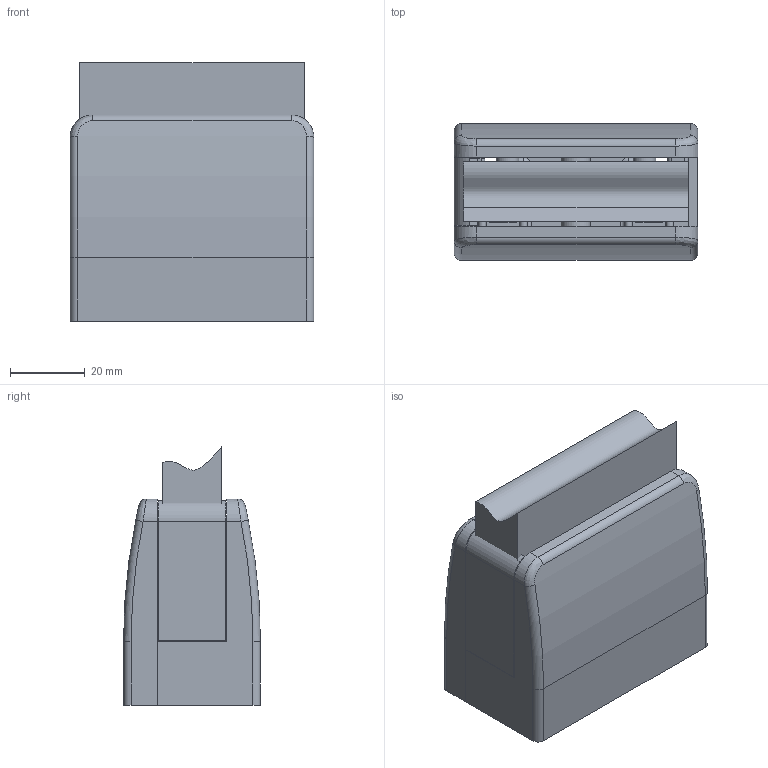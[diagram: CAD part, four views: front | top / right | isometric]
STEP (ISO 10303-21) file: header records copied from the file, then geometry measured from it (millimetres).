
FILE_DESCRIPTION (( 'STEP AP203' ), '1' );
FILE_NAME ('A_2400-000.STEP', '2023-02-21T08:29:58', ( '' ), ( '' ), 'SwSTEP 2.0', 'SolidWorks 2019', '' );
FILE_SCHEMA (( 'CONFIG_CONTROL_DESIGN' ));
Length unit declared in the file: millimetre
Products named in the file (8): A_2400-000 P3; A_2400-000; A_2400-000 P1_Vìchoz¡<Jako obrobenì>; Skrutka DIN 7991_Skrutka M 6x 20; A_2400-Sklo; A_2400-000 P2; A_2400-000 P5; A_2400-000 P4
Assembly tree (8 placements, depth 2):
  A_2400-000
    A_2400-000 P1_Vìchoz¡<Jako obrobenì>
    A_2400-000 P2
    A_2400-000 P3
    A_2400-000 P4
    A_2400-000 P5
    Skrutka DIN 7991_Skrutka M 6x 20  x2
    A_2400-Sklo
Bounding box: 65 x 36.5 x 68.94 mm (x, y, z)
Volume: 91982.9 mm3; surface area: 43836.7 mm2
Topology: 11 solids, 11 shells, 517 faces, 1272 edges, 754 vertices
Faces by surface type: plane 218, cylinder 215, sphere 42, cone 20, torus 16, bspline 6
Entity records: 15657 total; most frequent: CARTESIAN_POINT 3102, DIRECTION 2538, ORIENTED_EDGE 2380, EDGE_CURVE 1190, AXIS2_PLACEMENT_3D 905, VERTEX_POINT 732, VECTOR 728, LINE 728
